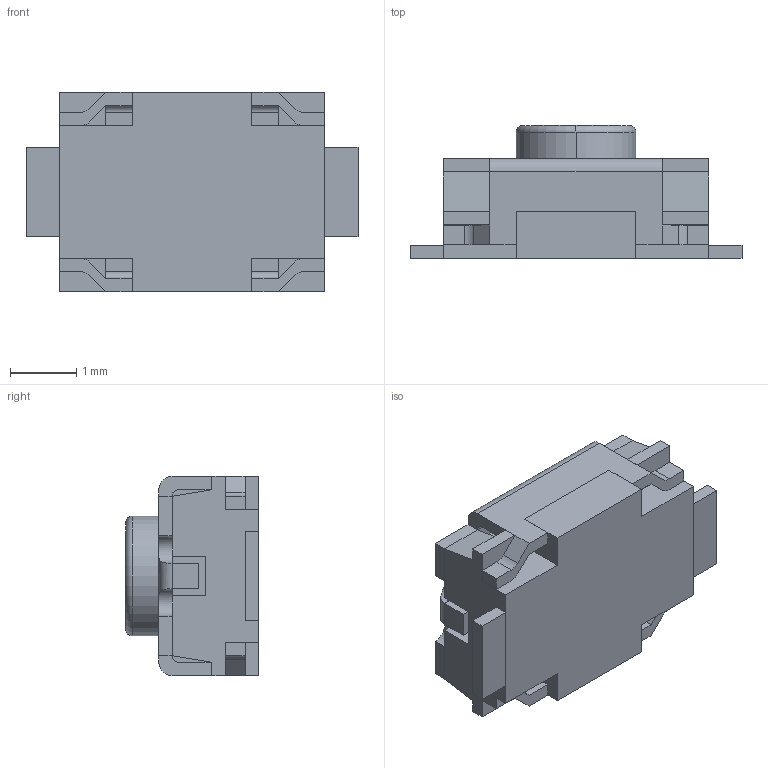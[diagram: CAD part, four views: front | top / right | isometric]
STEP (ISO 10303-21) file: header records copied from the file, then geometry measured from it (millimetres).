
FILE_DESCRIPTION (( 'STEP AP214' ), '1' );
FILE_NAME ('User Library-342button.STEP', '2022-05-27T03:38:51', ( '' ), ( '' ), 'SwSTEP 2.0', 'SolidWorks 2021', '' );
FILE_SCHEMA (( 'AUTOMOTIVE_DESIGN' ));
Length unit declared in the file: millimetre
Products named in the file (1): User Library-342button
Bounding box: 5 x 2 x 3 mm (x, y, z)
Volume: 17.5 mm3; surface area: 82.8 mm2
Topology: 4 solids, 4 shells, 147 faces, 400 edges, 262 vertices
Faces by surface type: plane 121, cylinder 24, torus 2
Entity records: 6288 total; most frequent: CARTESIAN_POINT 858, ORIENTED_EDGE 800, DIRECTION 740, EDGE_CURVE 400, LINE 340, VECTOR 340, VERTEX_POINT 262, AXIS2_PLACEMENT_3D 200
